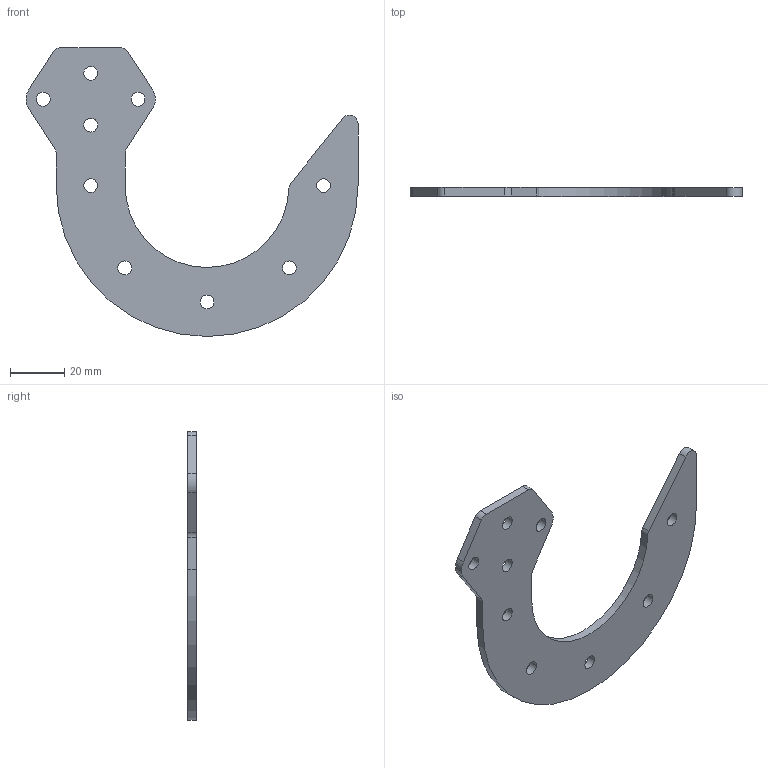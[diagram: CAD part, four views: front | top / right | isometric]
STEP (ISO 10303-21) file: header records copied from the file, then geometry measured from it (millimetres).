
FILE_DESCRIPTION (( 'STEP AP214' ), '1' );
FILE_NAME ('am-4654 Climber In A Box Hook Plate.STEP', '2021-10-07T18:27:36', ( '' ), ( '' ), 'SwSTEP 2.0', 'SolidWorks 2021', '' );
FILE_SCHEMA (( 'AUTOMOTIVE_DESIGN' ));
Length unit declared in the file: inch
Products named in the file (1): am-4654 Climber In A Box Hook Plate
Bounding box: 122.22 x 3.17 x 106.36 mm (x, y, z)
Volume: 17069.2 mm3; surface area: 12704.1 mm2
Topology: 1 solids, 1 shells, 30 faces, 84 edges, 56 vertices
Faces by surface type: cylinder 19, plane 11
Full cylindrical faces by diameter (mm): 5.105 x9
Entity records: 1017 total; most frequent: DIRECTION 175, CARTESIAN_POINT 162, ORIENTED_EDGE 150, EDGE_CURVE 75, AXIS2_PLACEMENT_3D 69, EDGE_LOOP 57, VERTEX_POINT 56, FACE_OUTER_BOUND 39
